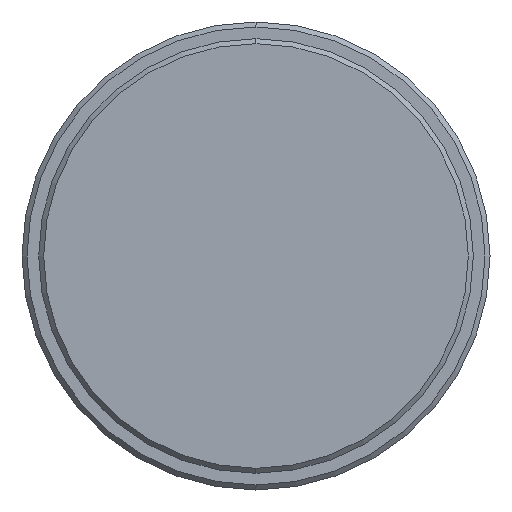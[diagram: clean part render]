
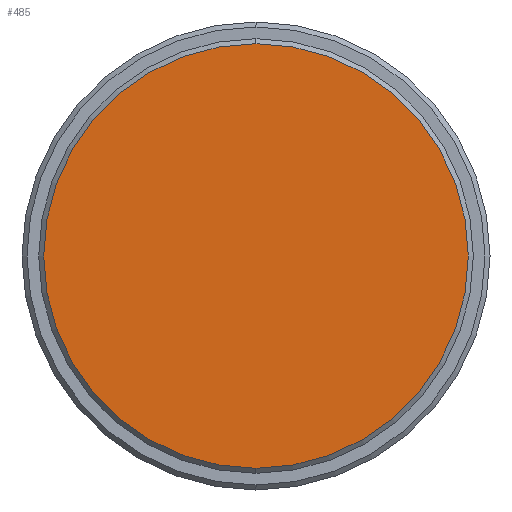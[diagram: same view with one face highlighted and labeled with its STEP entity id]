
A CAD part, left-side view. The second image highlights one B-rep face of the part: STEP entity #485.
In plain terms, the highlighted planar face has unit normal (-1, 0, 0).
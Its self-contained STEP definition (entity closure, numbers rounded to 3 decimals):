
#1 = CARTESIAN_POINT ( 'NONE',  ( 0., 0., 0. ) ) ;
#24 = AXIS2_PLACEMENT_3D ( 'NONE', #587, #423, #39 ) ;
#39 = DIRECTION ( 'NONE',  ( 0., 0., -1. ) ) ;
#45 = DIRECTION ( 'NONE',  ( 0., 0., -1. ) ) ;
#76 = AXIS2_PLACEMENT_3D ( 'NONE', #156, #257, #596 ) ;
#84 = CARTESIAN_POINT ( 'NONE',  ( 0., 0., -12.7 ) ) ;
#104 = PLANE ( 'NONE',  #76 ) ;
#112 = DIRECTION ( 'NONE',  ( -1., 0., 0. ) ) ;
#149 = EDGE_LOOP ( 'NONE', ( #374, #503 ) ) ;
#156 = CARTESIAN_POINT ( 'NONE',  ( 0., 0., 0. ) ) ;
#240 = CARTESIAN_POINT ( 'NONE',  ( 0., 0., 12.7 ) ) ;
#257 = DIRECTION ( 'NONE',  ( 1., 0., 0. ) ) ;
#291 = AXIS2_PLACEMENT_3D ( 'NONE', #1, #112, #45 ) ;
#302 = VERTEX_POINT ( 'NONE', #240 ) ;
#373 = EDGE_CURVE ( 'NONE', #302, #714, #538, .T. ) ;
#374 = ORIENTED_EDGE ( 'NONE', *, *, #416, .T. ) ;
#416 = EDGE_CURVE ( 'NONE', #714, #302, #488, .T. ) ;
#423 = DIRECTION ( 'NONE',  ( -1., 0., 0. ) ) ;
#434 = FACE_OUTER_BOUND ( 'NONE', #149, .T. ) ;
#485 = ADVANCED_FACE ( 'NONE', ( #434 ), #104, .F. ) ;
#488 = CIRCLE ( 'NONE', #291, 12.7 ) ;
#503 = ORIENTED_EDGE ( 'NONE', *, *, #373, .T. ) ;
#538 = CIRCLE ( 'NONE', #24, 12.7 ) ;
#587 = CARTESIAN_POINT ( 'NONE',  ( 0., 0., 0. ) ) ;
#596 = DIRECTION ( 'NONE',  ( 0., 0., -1. ) ) ;
#714 = VERTEX_POINT ( 'NONE', #84 ) ;
